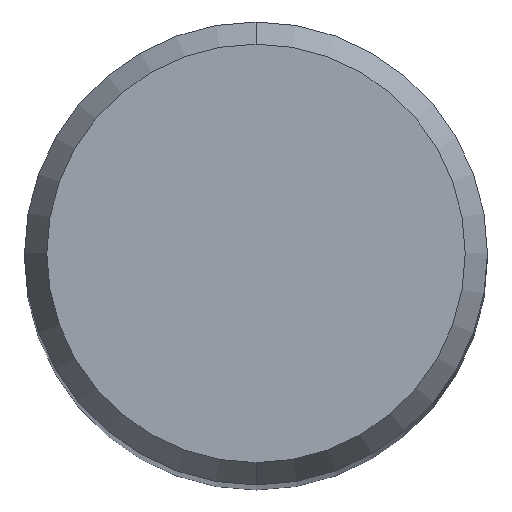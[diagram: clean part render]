
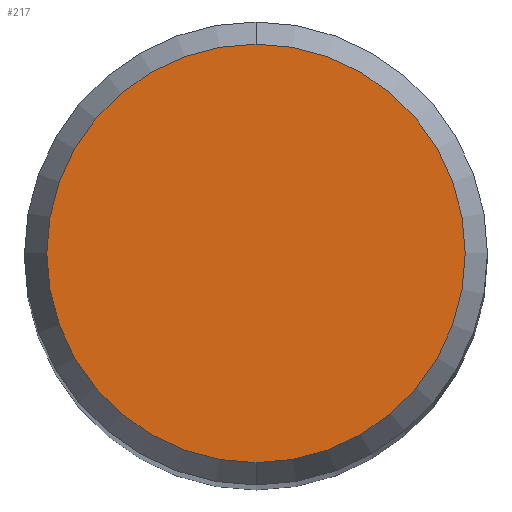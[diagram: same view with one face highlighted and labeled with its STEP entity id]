
A CAD part, top view. The second image highlights one B-rep face of the part: STEP entity #217.
In plain terms, the highlighted planar face has unit normal (0, 0, 1).
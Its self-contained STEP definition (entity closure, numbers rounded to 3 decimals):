
#129=VERTEX_POINT('',#280);
#199=EDGE_CURVE('',#219,#129,#362,.T.);
#207=EDGE_CURVE('',#129,#219,#372,.T.);
#217=ADVANCED_FACE('',(#382),#383,.T.);
#219=VERTEX_POINT('',#385);
#280=CARTESIAN_POINT('',(0.0,2.158,0.0));
#362=CIRCLE('',#557,2.158);
#372=CIRCLE('',#569,2.158);
#382=FACE_OUTER_BOUND('',#580,.T.);
#383=PLANE('',#581);
#385=CARTESIAN_POINT('',(0.,-2.158,0.0));
#557=AXIS2_PLACEMENT_3D('',#738,#739,#740);
#569=AXIS2_PLACEMENT_3D('',#759,#760,#761);
#580=EDGE_LOOP('',(#770,#771));
#581=AXIS2_PLACEMENT_3D('',#772,#773,#774);
#738=CARTESIAN_POINT('',(0.0,0.0,0.0));
#739=DIRECTION('',(0.0,0.0,-1.0));
#740=DIRECTION('',(0.0,1.0,0.0));
#759=CARTESIAN_POINT('',(0.0,0.0,0.0));
#760=DIRECTION('',(0.0,0.0,-1.0));
#761=DIRECTION('',(0.0,1.0,0.0));
#770=ORIENTED_EDGE('',*,*,#207,.F.);
#771=ORIENTED_EDGE('',*,*,#199,.F.);
#772=CARTESIAN_POINT('',(0.0,1.079,0.0));
#773=DIRECTION('',(-0.0,0.0,1.0));
#774=DIRECTION('',(0.0,-1.0,0.0));
